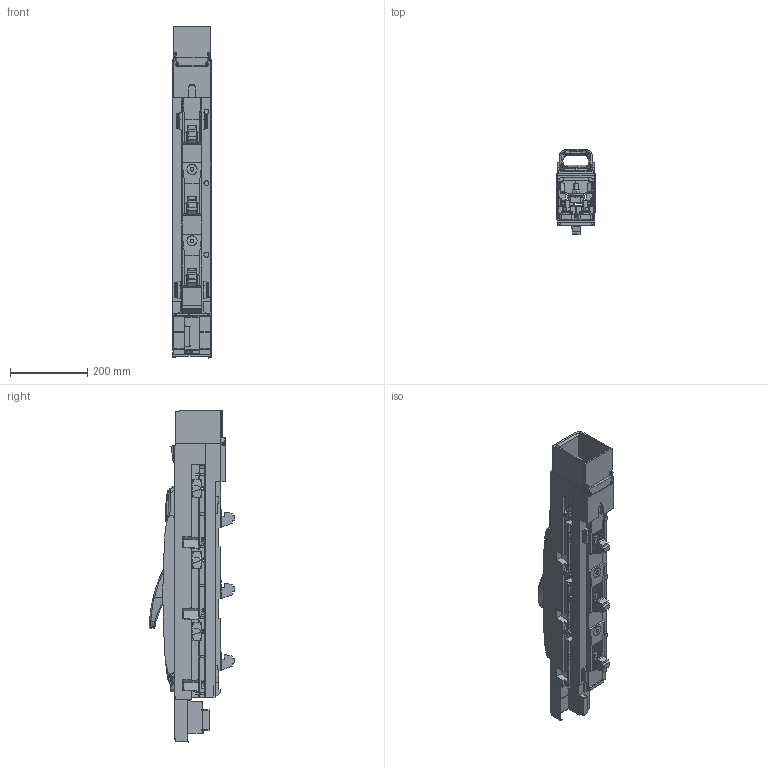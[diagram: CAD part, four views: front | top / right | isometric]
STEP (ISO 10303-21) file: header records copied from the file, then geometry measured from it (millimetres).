
FILE_DESCRIPTION((''),'2;1');
FILE_NAME('1SEP620012R3101_ASM','2023-04-06T21:23:21',('20724'),(''),'CREO PARAMETRIC BY PTC INC, 2016390','CREO PARAMETRIC BY PTC INC, 2016390','');
FILE_SCHEMA(('AUTOMOTIVE_DESIGN { 1 0 10303 214 1 1 1 1 }'));
Length unit declared in the file: inch
Products named in the file (12): PRT0003_1; PRT0011_1; PRT0012_1; PRT0004_1; PRT0016_1; 400_1; PRT0003_1_1_1; 000_ASM_1_ASM; 000_1; PRT0003_1_1; 1SEP620179R0001_ASM_1_ASM; 1SEP620012R3101_ASM
Assembly tree (11 placements, depth 4):
  1SEP620012R3101_ASM
    1SEP620179R0001_ASM_1_ASM
      PRT0003_1
      PRT0011_1
      PRT0012_1
      PRT0004_1
      PRT0016_1
      400_1
      000_ASM_1_ASM
        PRT0003_1_1_1
      000_1
      PRT0003_1_1
Bounding box: 99.17 x 220.96 x 859.61 mm (x, y, z)
Surface area: 817613.6 mm2 (no closed solid volume)
Topology: 0 solids, 312 shells, 2916 faces, 12293 edges, 9552 vertices
Faces by surface type: plane 1995, cylinder 378, bspline 358, cone 85, torus 64, extrusion 31, sphere 5
Entity records: 286745 total; most frequent: CARTESIAN_POINT 153879, ORIENTED_EDGE 18419, DIRECTION 15003, EDGE_CURVE 12273, PRESENTATION_STYLE_ASSIGNMENT 12257, STYLED_ITEM 11736, CURVE_STYLE 11208, VERTEX_POINT 9555
